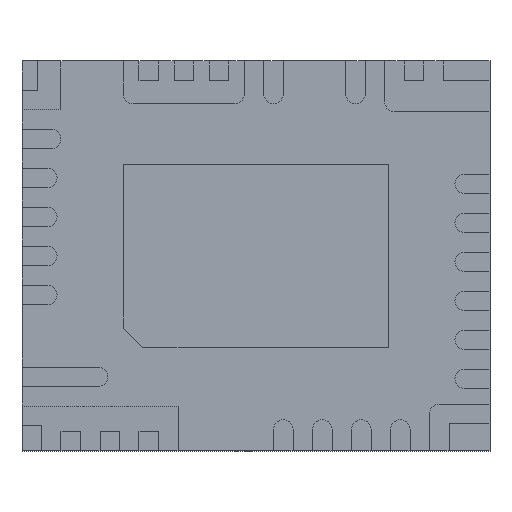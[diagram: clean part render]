
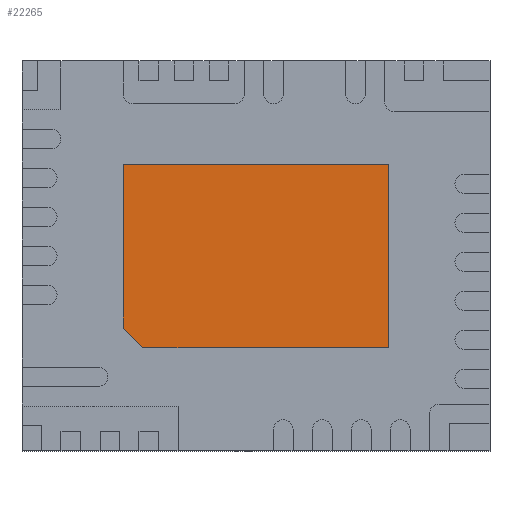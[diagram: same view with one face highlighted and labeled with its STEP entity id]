
A CAD part, top view. The second image highlights one B-rep face of the part: STEP entity #22265.
In plain terms, the highlighted planar face has unit normal (0, 0, 1).
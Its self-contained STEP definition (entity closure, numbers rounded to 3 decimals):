
#2181=PLANE('',#23092);
#3416=FACE_OUTER_BOUND('',#4638,.T.);
#4638=EDGE_LOOP('',(#21038,#21039,#21040,#21041,#21042));
#6819=LINE('',#40975,#9014);
#6823=LINE('',#40983,#9018);
#6826=LINE('',#40989,#9021);
#6829=LINE('',#40995,#9024);
#6832=LINE('',#41000,#9027);
#9014=VECTOR('',#26841,1.);
#9018=VECTOR('',#26847,1.);
#9021=VECTOR('',#26852,1.);
#9024=VECTOR('',#26857,1.);
#9027=VECTOR('',#26862,1.);
#11277=VERTEX_POINT('',#40973);
#11278=VERTEX_POINT('',#40974);
#11281=VERTEX_POINT('',#40982);
#11283=VERTEX_POINT('',#40988);
#11285=VERTEX_POINT('',#40994);
#14524=EDGE_CURVE('',#11277,#11278,#6819,.T.);
#14528=EDGE_CURVE('',#11278,#11281,#6823,.T.);
#14531=EDGE_CURVE('',#11281,#11283,#6826,.T.);
#14534=EDGE_CURVE('',#11283,#11285,#6829,.T.);
#14537=EDGE_CURVE('',#11285,#11277,#6832,.T.);
#21038=ORIENTED_EDGE('',*,*,#14524,.T.);
#21039=ORIENTED_EDGE('',*,*,#14528,.T.);
#21040=ORIENTED_EDGE('',*,*,#14531,.T.);
#21041=ORIENTED_EDGE('',*,*,#14534,.T.);
#21042=ORIENTED_EDGE('',*,*,#14537,.T.);
#22265=ADVANCED_FACE('',(#3416),#2181,.T.);
#23092=AXIS2_PLACEMENT_3D('',#41003,#26866,#26867);
#26841=DIRECTION('',(0.,-1.,0.));
#26847=DIRECTION('',(0.707,-0.707,0.));
#26852=DIRECTION('',(1.,0.,0.));
#26857=DIRECTION('',(0.,1.,0.));
#26862=DIRECTION('',(-1.,0.,0.));
#26866=DIRECTION('center_axis',(0.,0.,1.));
#26867=DIRECTION('ref_axis',(1.,0.,0.));
#40973=CARTESIAN_POINT('',(-1.7,1.175,1.45));
#40974=CARTESIAN_POINT('',(-1.7,-0.925,1.45));
#40975=CARTESIAN_POINT('',(-1.7,1.175,1.45));
#40982=CARTESIAN_POINT('',(-1.45,-1.175,1.45));
#40983=CARTESIAN_POINT('',(-1.7,-0.925,1.45));
#40988=CARTESIAN_POINT('',(1.7,-1.175,1.45));
#40989=CARTESIAN_POINT('',(-1.45,-1.175,1.45));
#40994=CARTESIAN_POINT('',(1.7,1.175,1.45));
#40995=CARTESIAN_POINT('',(1.7,-1.175,1.45));
#41000=CARTESIAN_POINT('',(1.7,1.175,1.45));
#41003=CARTESIAN_POINT('Origin',(0.,0.,1.45));
